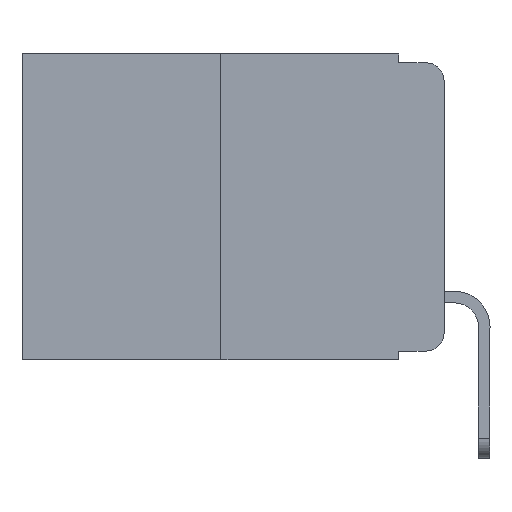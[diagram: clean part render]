
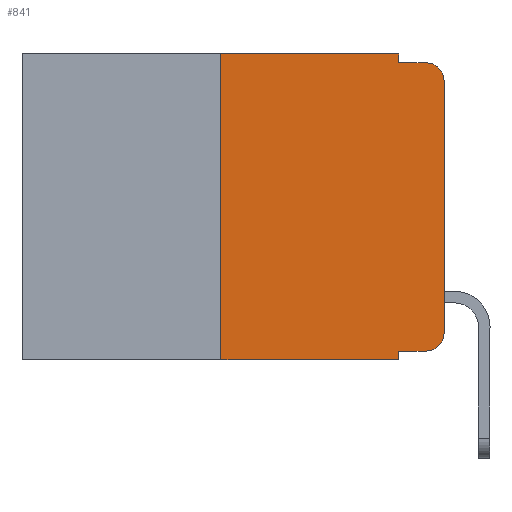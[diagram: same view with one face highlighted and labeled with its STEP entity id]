
A CAD part, left-side view. The second image highlights one B-rep face of the part: STEP entity #841.
In plain terms, the highlighted planar face has unit normal (-1, 0, 0).
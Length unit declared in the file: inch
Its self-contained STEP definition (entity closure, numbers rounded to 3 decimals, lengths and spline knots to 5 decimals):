
#680 = CARTESIAN_POINT ( 'NONE',  ( 0., 0.051, 0. ) ) ;
#749 = VECTOR ( 'NONE', #5001, 39.37008 ) ;
#831 = ORIENTED_EDGE ( 'NONE', *, *, #8805, .T. ) ;
#841 = ADVANCED_FACE ( 'NONE', ( #9613 ), #13296, .F. ) ;
#1544 = CARTESIAN_POINT ( 'NONE',  ( 0., 0.473, 0. ) ) ;
#1726 = DIRECTION ( 'NONE',  ( 0., -1., 0. ) ) ;
#1783 = CARTESIAN_POINT ( 'NONE',  ( 0., 0.473, -0.343 ) ) ;
#1856 = VERTEX_POINT ( 'NONE', #6690 ) ;
#1872 = VERTEX_POINT ( 'NONE', #680 ) ;
#1974 = LINE ( 'NONE', #4910, #7507 ) ;
#2124 = LINE ( 'NONE', #9726, #10315 ) ;
#2157 = CARTESIAN_POINT ( 'NONE',  ( 0., 0.051, -0.01 ) ) ;
#2226 = ORIENTED_EDGE ( 'NONE', *, *, #8789, .T. ) ;
#2432 = ORIENTED_EDGE ( 'NONE', *, *, #8846, .F. ) ;
#2479 = VECTOR ( 'NONE', #10377, 39.37008 ) ;
#2618 = CARTESIAN_POINT ( 'NONE',  ( 0., 0.02, -0.333 ) ) ;
#2683 = VERTEX_POINT ( 'NONE', #11393 ) ;
#2948 = ORIENTED_EDGE ( 'NONE', *, *, #8788, .F. ) ;
#3144 = ORIENTED_EDGE ( 'NONE', *, *, #3463, .T. ) ;
#3463 = EDGE_CURVE ( 'NONE', #11999, #4729, #12683, .T. ) ;
#3850 = CARTESIAN_POINT ( 'NONE',  ( 0., 0., -0.03 ) ) ;
#3858 = ORIENTED_EDGE ( 'NONE', *, *, #8759, .F. ) ;
#3887 = AXIS2_PLACEMENT_3D ( 'NONE', #3986, #11192, #5092 ) ;
#3958 = LINE ( 'NONE', #10216, #9266 ) ;
#3986 = CARTESIAN_POINT ( 'NONE',  ( 0., 0.02, -0.03 ) ) ;
#4029 = CARTESIAN_POINT ( 'NONE',  ( 0., 0.02, -0.313 ) ) ;
#4097 = EDGE_CURVE ( 'NONE', #11357, #7584, #2124, .T. ) ;
#4125 = CARTESIAN_POINT ( 'NONE',  ( 0., 0.473, 0. ) ) ;
#4352 = EDGE_LOOP ( 'NONE', ( #5775, #5259, #5554, #3858, #2432, #6947, #3144, #2948, #2226, #831 ) ) ;
#4565 = AXIS2_PLACEMENT_3D ( 'NONE', #4029, #11245, #5138 ) ;
#4666 = VECTOR ( 'NONE', #1726, 39.37008 ) ;
#4729 = VERTEX_POINT ( 'NONE', #13312 ) ;
#4910 = CARTESIAN_POINT ( 'NONE',  ( 0., 0.051, -0.01 ) ) ;
#5001 = DIRECTION ( 'NONE',  ( 0., 0., -1. ) ) ;
#5092 = DIRECTION ( 'NONE',  ( 0., 0., -1. ) ) ;
#5138 = DIRECTION ( 'NONE',  ( 0., 0., -1. ) ) ;
#5259 = ORIENTED_EDGE ( 'NONE', *, *, #9673, .T. ) ;
#5554 = ORIENTED_EDGE ( 'NONE', *, *, #8735, .F. ) ;
#5775 = ORIENTED_EDGE ( 'NONE', *, *, #4097, .T. ) ;
#6015 = DIRECTION ( 'NONE',  ( 0., -1., 0. ) ) ;
#6198 = VECTOR ( 'NONE', #12172, 39.37008 ) ;
#6284 = VERTEX_POINT ( 'NONE', #12837 ) ;
#6690 = CARTESIAN_POINT ( 'NONE',  ( 0., 0.02, -0.01 ) ) ;
#6947 = ORIENTED_EDGE ( 'NONE', *, *, #8760, .F. ) ;
#7256 = CARTESIAN_POINT ( 'NONE',  ( 0., 0.051, -0.333 ) ) ;
#7507 = VECTOR ( 'NONE', #6015, 39.37008 ) ;
#7584 = VERTEX_POINT ( 'NONE', #3850 ) ;
#8169 = AXIS2_PLACEMENT_3D ( 'NONE', #1544, #8842, #8857 ) ;
#8250 = DIRECTION ( 'NONE',  ( 0., -1., 0. ) ) ;
#8735 = EDGE_CURVE ( 'NONE', #9814, #1856, #1974, .T. ) ;
#8750 = DIRECTION ( 'NONE',  ( 0., 0., 1. ) ) ;
#8759 = EDGE_CURVE ( 'NONE', #1872, #9814, #12131, .T. ) ;
#8760 = EDGE_CURVE ( 'NONE', #11999, #2683, #3958, .T. ) ;
#8788 = EDGE_CURVE ( 'NONE', #6284, #4729, #11551, .T. ) ;
#8789 = EDGE_CURVE ( 'NONE', #6284, #11300, #8944, .T. ) ;
#8805 = EDGE_CURVE ( 'NONE', #11300, #11357, #9578, .T. ) ;
#8842 = DIRECTION ( 'NONE',  ( 1., 0., 0. ) ) ;
#8846 = EDGE_CURVE ( 'NONE', #2683, #1872, #13072, .T. ) ;
#8857 = DIRECTION ( 'NONE',  ( 0., 0., -1. ) ) ;
#8944 = LINE ( 'NONE', #7256, #13604 ) ;
#9266 = VECTOR ( 'NONE', #11145, 39.37008 ) ;
#9578 = CIRCLE ( 'NONE', #4565, 0.02 ) ;
#9613 = FACE_OUTER_BOUND ( 'NONE', #4352, .T. ) ;
#9673 = EDGE_CURVE ( 'NONE', #7584, #1856, #10374, .T. ) ;
#9726 = CARTESIAN_POINT ( 'NONE',  ( 0., 0., 0. ) ) ;
#9814 = VERTEX_POINT ( 'NONE', #2157 ) ;
#10216 = CARTESIAN_POINT ( 'NONE',  ( 0., 0.25, 0. ) ) ;
#10315 = VECTOR ( 'NONE', #8750, 39.37008 ) ;
#10374 = CIRCLE ( 'NONE', #3887, 0.02 ) ;
#10377 = DIRECTION ( 'NONE',  ( 0., -1., 0. ) ) ;
#11145 = DIRECTION ( 'NONE',  ( 0., 0., 1. ) ) ;
#11192 = DIRECTION ( 'NONE',  ( -1., 0., 0. ) ) ;
#11245 = DIRECTION ( 'NONE',  ( -1., 0., 0. ) ) ;
#11300 = VERTEX_POINT ( 'NONE', #2618 ) ;
#11357 = VERTEX_POINT ( 'NONE', #12198 ) ;
#11393 = CARTESIAN_POINT ( 'NONE',  ( 0., 0.25, 0. ) ) ;
#11551 = LINE ( 'NONE', #13004, #6198 ) ;
#11999 = VERTEX_POINT ( 'NONE', #12346 ) ;
#12131 = LINE ( 'NONE', #12977, #749 ) ;
#12172 = DIRECTION ( 'NONE',  ( 0., 0., -1. ) ) ;
#12198 = CARTESIAN_POINT ( 'NONE',  ( 0., 0., -0.313 ) ) ;
#12346 = CARTESIAN_POINT ( 'NONE',  ( 0., 0.25, -0.343 ) ) ;
#12683 = LINE ( 'NONE', #1783, #4666 ) ;
#12837 = CARTESIAN_POINT ( 'NONE',  ( 0., 0.051, -0.333 ) ) ;
#12977 = CARTESIAN_POINT ( 'NONE',  ( 0., 0.051, 0. ) ) ;
#13004 = CARTESIAN_POINT ( 'NONE',  ( 0., 0.051, 0. ) ) ;
#13072 = LINE ( 'NONE', #4125, #2479 ) ;
#13296 = PLANE ( 'NONE',  #8169 ) ;
#13312 = CARTESIAN_POINT ( 'NONE',  ( 0., 0.051, -0.343 ) ) ;
#13604 = VECTOR ( 'NONE', #8250, 39.37008 ) ;
